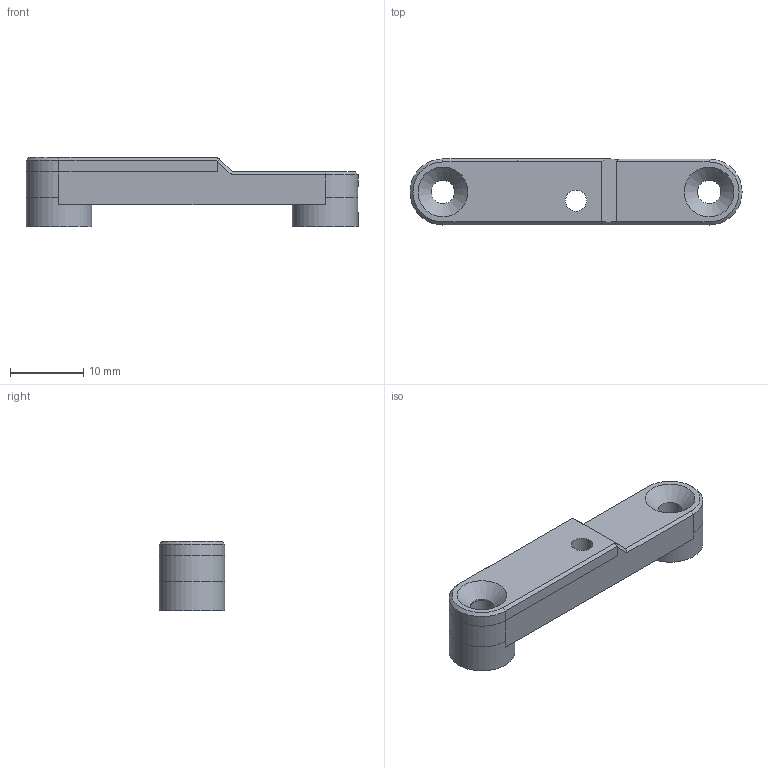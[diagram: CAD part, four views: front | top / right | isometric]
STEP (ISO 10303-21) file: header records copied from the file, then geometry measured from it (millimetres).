
FILE_DESCRIPTION(/* description */ (''),/* implementation_level */ '2;1');
FILE_NAME(/* name */ 'Link.step',/* time_stamp */ '2023-12-02T09:45:16+01:00',/* author */ (''),/* organization */ (''),/* preprocessor_version */ 'ST-DEVELOPER v20',/* originating_system */ 'Autodesk Translation Framework v12.14.0.127',/* authorisation */ '');
FILE_SCHEMA (('AUTOMOTIVE_DESIGN { 1 0 10303 214 3 1 1 }'));
Length unit declared in the file: millimetre
Products named in the file (1): Link
Bounding box: 45.34 x 9 x 9.47 mm (x, y, z)
Volume: 2324.2 mm3; surface area: 1664.6 mm2
Topology: 1 solids, 1 shells, 30 faces, 72 edges, 44 vertices
Faces by surface type: plane 16, cylinder 9, cone 4, bspline 1
Full cylindrical faces by diameter (mm): 2.9 x1, 3.2 x3, 9 x2
Entity records: 933 total; most frequent: CARTESIAN_POINT 174, DIRECTION 152, ORIENTED_EDGE 144, EDGE_CURVE 72, AXIS2_PLACEMENT_3D 53, LINE 46, VECTOR 46, VERTEX_POINT 44
